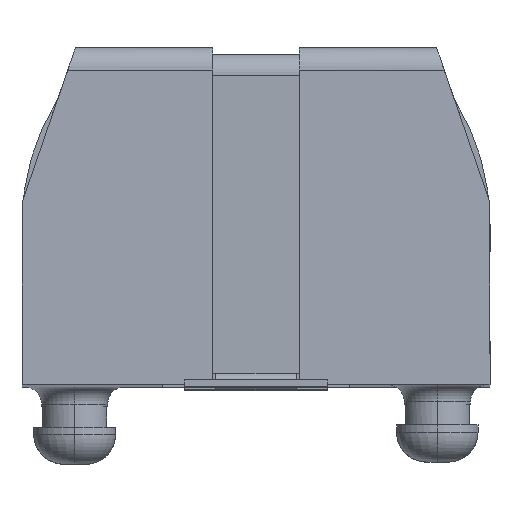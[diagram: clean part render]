
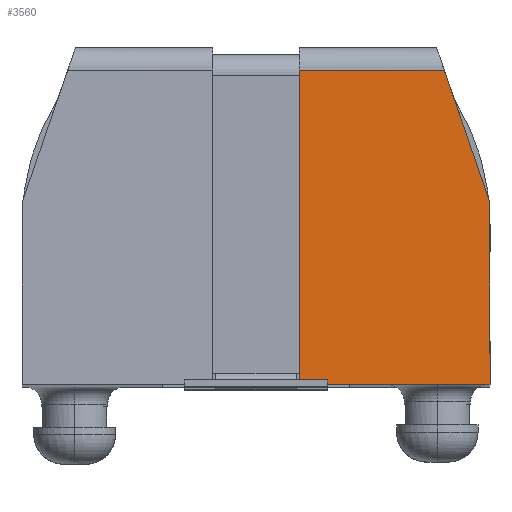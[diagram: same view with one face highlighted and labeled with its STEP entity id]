
A CAD part, top view. The second image highlights one B-rep face of the part: STEP entity #3560.
In plain terms, the highlighted planar face has unit normal (0, 0.018, 1).
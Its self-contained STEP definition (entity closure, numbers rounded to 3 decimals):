
#6 = VERTEX_POINT ( 'NONE', #2861 ) ;
#64 = DIRECTION ( 'NONE',  ( 0., -1., 0.017 ) ) ;
#233 = VERTEX_POINT ( 'NONE', #1055 ) ;
#492 = VECTOR ( 'NONE', #1366, 1000. ) ;
#521 = EDGE_CURVE ( 'NONE', #731, #1924, #1124, .T. ) ;
#556 = EDGE_CURVE ( 'NONE', #6, #4919, #2827, .T. ) ;
#731 = VERTEX_POINT ( 'NONE', #3561 ) ;
#1055 = CARTESIAN_POINT ( 'NONE',  ( 8.307, 13.861, 38.285 ) ) ;
#1057 = LINE ( 'NONE', #5725, #5129 ) ;
#1124 = LINE ( 'NONE', #2313, #5484 ) ;
#1242 = EDGE_CURVE ( 'NONE', #1924, #6, #5249, .T. ) ;
#1328 = DIRECTION ( 'NONE',  ( 0., -1., 0.017 ) ) ;
#1366 = DIRECTION ( 'NONE',  ( 0.326, -0.945, 0.017 ) ) ;
#1371 = DIRECTION ( 'NONE',  ( 1., 0., 0. ) ) ;
#1413 = CARTESIAN_POINT ( 'NONE',  ( 10.325, 14.854, 38.268 ) ) ;
#1616 = EDGE_CURVE ( 'NONE', #233, #731, #1057, .T. ) ;
#1783 = CARTESIAN_POINT ( 'NONE',  ( 10.325, 8.001, 38.387 ) ) ;
#1884 = DIRECTION ( 'NONE',  ( 0., 1., -0.017 ) ) ;
#1924 = VERTEX_POINT ( 'NONE', #3176 ) ;
#2313 = CARTESIAN_POINT ( 'NONE',  ( 1.905, 14.905, 38.267 ) ) ;
#2346 = DIRECTION ( 'NONE',  ( -1., 0., 0. ) ) ;
#2827 = LINE ( 'NONE', #1413, #5048 ) ;
#2861 = CARTESIAN_POINT ( 'NONE',  ( 10.325, 0., 38.527 ) ) ;
#2957 = ORIENTED_EDGE ( 'NONE', *, *, #521, .T. ) ;
#2960 = ORIENTED_EDGE ( 'NONE', *, *, #1616, .T. ) ;
#3134 = CARTESIAN_POINT ( 'NONE',  ( 1.905, 0., 38.527 ) ) ;
#3176 = CARTESIAN_POINT ( 'NONE',  ( 1.905, 0., 38.527 ) ) ;
#3539 = ORIENTED_EDGE ( 'NONE', *, *, #4350, .F. ) ;
#3560 = ADVANCED_FACE ( 'NONE', ( #5956 ), #3808, .T. ) ;
#3561 = CARTESIAN_POINT ( 'NONE',  ( 1.905, 13.861, 38.285 ) ) ;
#3702 = ORIENTED_EDGE ( 'NONE', *, *, #556, .T. ) ;
#3716 = CARTESIAN_POINT ( 'NONE',  ( 23.81, -31.162, 39.071 ) ) ;
#3808 = PLANE ( 'NONE',  #5170 ) ;
#3998 = VECTOR ( 'NONE', #1371, 1000. ) ;
#4350 = EDGE_CURVE ( 'NONE', #233, #4919, #4998, .T. ) ;
#4721 = EDGE_LOOP ( 'NONE', ( #3539, #2960, #2957, #5172, #3702 ) ) ;
#4919 = VERTEX_POINT ( 'NONE', #1783 ) ;
#4998 = LINE ( 'NONE', #3716, #492 ) ;
#5048 = VECTOR ( 'NONE', #1884, 1000. ) ;
#5129 = VECTOR ( 'NONE', #2346, 1000. ) ;
#5170 = AXIS2_PLACEMENT_3D ( 'NONE', #5222, #5651, #64 ) ;
#5172 = ORIENTED_EDGE ( 'NONE', *, *, #1242, .T. ) ;
#5222 = CARTESIAN_POINT ( 'NONE',  ( 114.338, 0., 38.527 ) ) ;
#5249 = LINE ( 'NONE', #3134, #3998 ) ;
#5484 = VECTOR ( 'NONE', #1328, 1000. ) ;
#5651 = DIRECTION ( 'NONE',  ( 0., 0.017, 1. ) ) ;
#5725 = CARTESIAN_POINT ( 'NONE',  ( 114.338, 13.861, 38.285 ) ) ;
#5956 = FACE_OUTER_BOUND ( 'NONE', #4721, .T. ) ;
